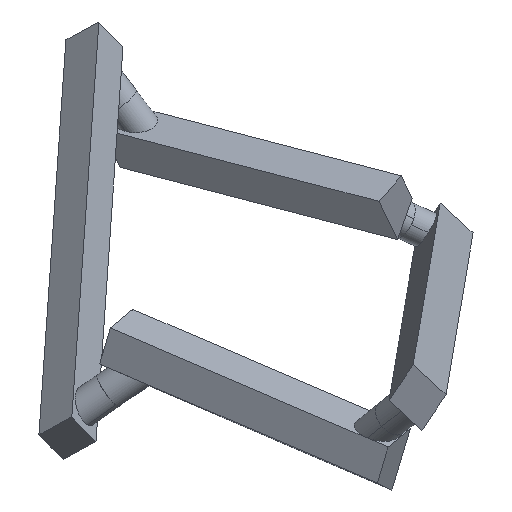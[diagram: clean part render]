
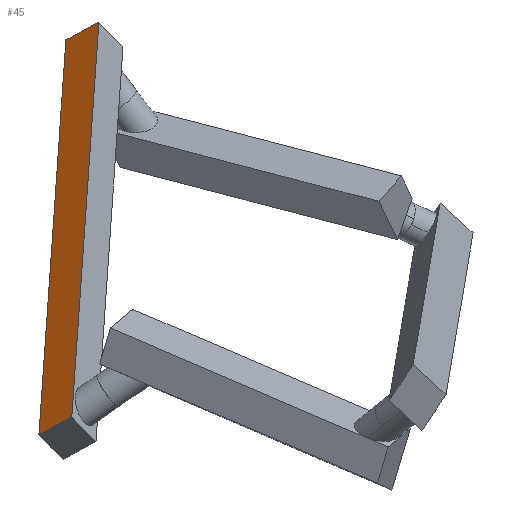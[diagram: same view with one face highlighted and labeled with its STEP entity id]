
A CAD part, isometric view. The second image highlights one B-rep face of the part: STEP entity #45.
In plain terms, the highlighted planar face has unit normal (-0.605, 0.362, 0.709).
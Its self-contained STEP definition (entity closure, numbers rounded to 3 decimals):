
#45=ADVANCED_FACE('',(#93),#655,.T.);
#93=FACE_OUTER_BOUND('',#143,.T.);
#143=EDGE_LOOP('',(#244,#245,#246,#247));
#244=ORIENTED_EDGE('',*,*,#404,.T.);
#245=ORIENTED_EDGE('',*,*,#405,.T.);
#246=ORIENTED_EDGE('',*,*,#406,.F.);
#247=ORIENTED_EDGE('',*,*,#401,.F.);
#401=EDGE_CURVE('',#585,#586,#485,.T.);
#404=EDGE_CURVE('',#585,#588,#488,.T.);
#405=EDGE_CURVE('',#588,#589,#489,.T.);
#406=EDGE_CURVE('',#586,#589,#490,.T.);
#485=B_SPLINE_CURVE_WITH_KNOTS('',1,(#1058,#1059),.UNSPECIFIED.,.F.,.F.,
(2,2),(0.,26.224),.UNSPECIFIED.);
#488=B_SPLINE_CURVE_WITH_KNOTS('',1,(#1064,#1065),.UNSPECIFIED.,.F.,.F.,
(2,2),(2.642,5.284),.UNSPECIFIED.);
#489=B_SPLINE_CURVE_WITH_KNOTS('',1,(#1066,#1067),.UNSPECIFIED.,.F.,.F.,
(2,2),(0.,26.224),.UNSPECIFIED.);
#490=B_SPLINE_CURVE_WITH_KNOTS('',1,(#1068,#1069),.UNSPECIFIED.,.F.,.F.,
(2,2),(2.642,5.284),.UNSPECIFIED.);
#585=VERTEX_POINT('',#1031);
#586=VERTEX_POINT('',#1032);
#588=VERTEX_POINT('',#1034);
#589=VERTEX_POINT('',#1035);
#655=PLANE('',#781);
#781=AXIS2_PLACEMENT_3D('',#1019,#832,$);
#832=DIRECTION('',(-0.605,0.362,0.709));
#1019=CARTESIAN_POINT('',(-14.43,1.56,-4.721));
#1031=CARTESIAN_POINT('',(-14.43,1.56,-4.721));
#1032=CARTESIAN_POINT('',(4.32,18.32,2.714));
#1034=CARTESIAN_POINT('',(-13.603,-0.039,-3.2));
#1035=CARTESIAN_POINT('',(5.146,16.721,4.235));
#1058=CARTESIAN_POINT('',(-14.43,1.56,-4.721));
#1059=CARTESIAN_POINT('',(4.32,18.32,2.714));
#1064=CARTESIAN_POINT('',(-14.43,1.56,-4.721));
#1065=CARTESIAN_POINT('',(-13.603,-0.039,-3.2));
#1066=CARTESIAN_POINT('',(-13.603,-0.039,-3.2));
#1067=CARTESIAN_POINT('',(5.146,16.721,4.235));
#1068=CARTESIAN_POINT('',(4.32,18.32,2.714));
#1069=CARTESIAN_POINT('',(5.146,16.721,4.235));
